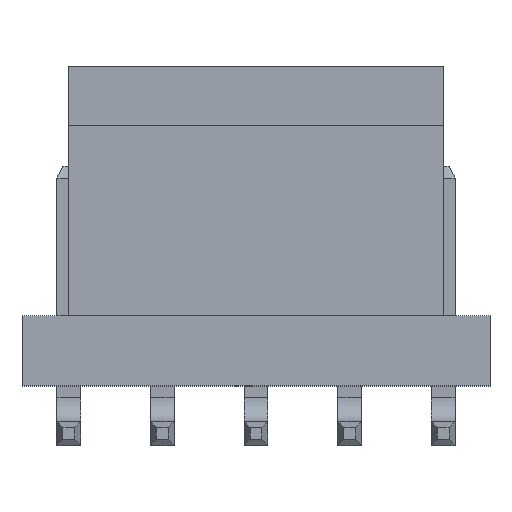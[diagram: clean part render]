
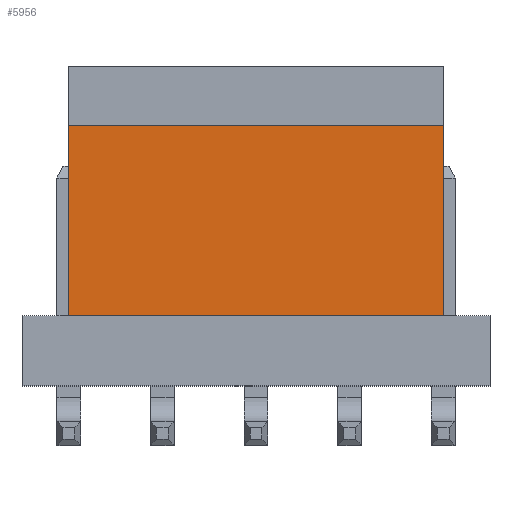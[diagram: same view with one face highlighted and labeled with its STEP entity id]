
A CAD part, top view. The second image highlights one B-rep face of the part: STEP entity #5956.
In plain terms, the highlighted planar face has unit normal (0, 0, 1).
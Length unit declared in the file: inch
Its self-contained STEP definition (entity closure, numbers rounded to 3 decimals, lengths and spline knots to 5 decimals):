
#1587=ORIENTED_EDGE('',*,*,#2501,.T.);
#1588=ORIENTED_EDGE('',*,*,#2502,.F.);
#1589=ORIENTED_EDGE('',*,*,#2503,.F.);
#1590=ORIENTED_EDGE('',*,*,#2499,.T.);
#2499=EDGE_CURVE('',#3052,#3051,#3809,.T.);
#2501=EDGE_CURVE('',#3051,#3053,#3811,.T.);
#2502=EDGE_CURVE('',#3054,#3053,#3812,.T.);
#2503=EDGE_CURVE('',#3052,#3054,#3813,.T.);
#3051=VERTEX_POINT('',#9415);
#3052=VERTEX_POINT('',#9417);
#3053=VERTEX_POINT('',#9421);
#3054=VERTEX_POINT('',#9423);
#3809=LINE('',#9416,#4595);
#3811=LINE('',#9420,#4597);
#3812=LINE('',#9422,#4598);
#3813=LINE('',#9424,#4599);
#4595=VECTOR('',#7766,39.37008);
#4597=VECTOR('',#7770,39.37008);
#4598=VECTOR('',#7771,39.37008);
#4599=VECTOR('',#7772,39.37008);
#4994=EDGE_LOOP('',(#1587,#1588,#1589,#1590));
#5340=FACE_BOUND('',#4994,.T.);
#5638=PLANE('',#6366);
#5956=ADVANCED_FACE('',(#5340),#5638,.F.);
#6366=AXIS2_PLACEMENT_3D('',#9419,#7768,#7769);
#7766=DIRECTION('',(-1.,0.,0.));
#7768=DIRECTION('',(0.,0.,-1.));
#7769=DIRECTION('',(-1.,0.,0.));
#7770=DIRECTION('',(0.,-1.,0.));
#7771=DIRECTION('',(-1.,0.,0.));
#7772=DIRECTION('',(0.,-1.,0.));
#9415=CARTESIAN_POINT('',(-0.1575,0.219,0.0785));
#9416=CARTESIAN_POINT('',(0.1575,0.219,0.0785));
#9417=CARTESIAN_POINT('',(0.1575,0.219,0.0785));
#9419=CARTESIAN_POINT('',(0.1575,0.219,0.0785));
#9420=CARTESIAN_POINT('',(-0.1575,0.219,0.0785));
#9421=CARTESIAN_POINT('',(-0.1575,0.059,0.0785));
#9422=CARTESIAN_POINT('',(0.1575,0.059,0.0785));
#9423=CARTESIAN_POINT('',(0.1575,0.059,0.0785));
#9424=CARTESIAN_POINT('',(0.1575,0.219,0.0785));
